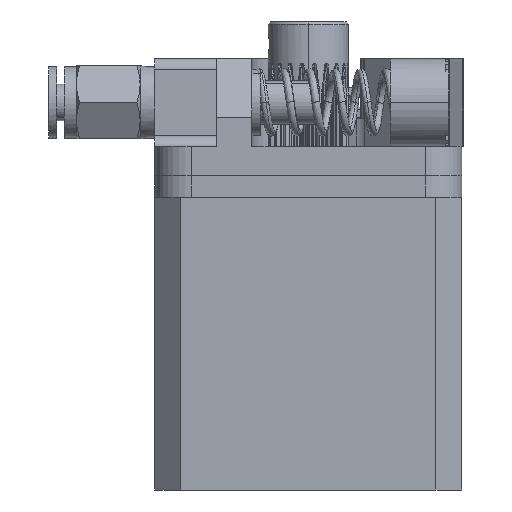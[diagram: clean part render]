
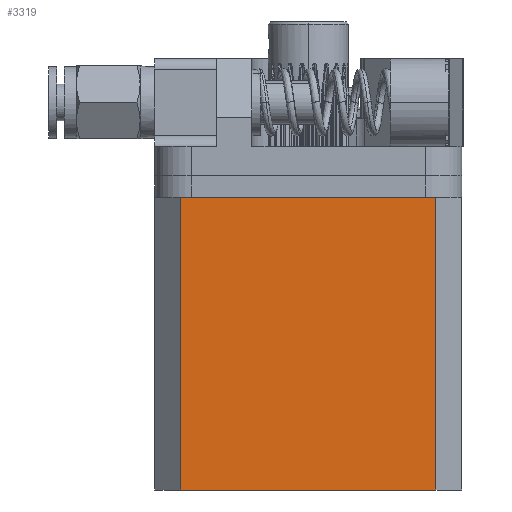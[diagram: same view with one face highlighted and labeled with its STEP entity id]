
A CAD part, left-side view. The second image highlights one B-rep face of the part: STEP entity #3319.
In plain terms, the highlighted planar face has unit normal (-1, 0, 0).
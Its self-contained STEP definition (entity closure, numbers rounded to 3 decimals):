
#3260=CARTESIAN_POINT('Vertex',(-21.,17.464,-40.)) ;
#3263=CARTESIAN_POINT('Line Origine',(-21.,17.464,-20.)) ;
#3267=CARTESIAN_POINT('Vertex',(-21.,17.464,0.)) ;
#3289=CARTESIAN_POINT('Axis2P3D Location',(-21.,17.464,0.)) ;
#3294=CARTESIAN_POINT('Line Origine',(-21.,0.,-40.)) ;
#3298=CARTESIAN_POINT('Vertex',(-21.,-17.464,-40.)) ;
#3301=CARTESIAN_POINT('Line Origine',(-21.,-17.464,-20.)) ;
#3305=CARTESIAN_POINT('Vertex',(-21.,-17.464,0.)) ;
#3308=CARTESIAN_POINT('Line Origine',(-21.,0.,0.)) ;
#3264=DIRECTION('Vector Direction',(0.,0.,-1.)) ;
#3290=DIRECTION('Axis2P3D Direction',(1.,0.,0.)) ;
#3291=DIRECTION('Axis2P3D XDirection',(0.,-1.,0.)) ;
#3295=DIRECTION('Vector Direction',(0.,-1.,0.)) ;
#3302=DIRECTION('Vector Direction',(0.,0.,-1.)) ;
#3309=DIRECTION('Vector Direction',(0.,-1.,0.)) ;
#3292=AXIS2_PLACEMENT_3D('Plane Axis2P3D',#3289,#3290,#3291) ;
#3314=ORIENTED_EDGE('',*,*,#3300,.T.) ;
#3315=ORIENTED_EDGE('',*,*,#3307,.F.) ;
#3316=ORIENTED_EDGE('',*,*,#3312,.F.) ;
#3317=ORIENTED_EDGE('',*,*,#3269,.T.) ;
#3265=VECTOR('Line Direction',#3264,1.) ;
#3296=VECTOR('Line Direction',#3295,1.) ;
#3303=VECTOR('Line Direction',#3302,1.) ;
#3310=VECTOR('Line Direction',#3309,1.) ;
#3319=ADVANCED_FACE('PartBody',(#3318),#3293,.F.) ;
#3269=EDGE_CURVE('',#3268,#3261,#3266,.T.) ;
#3300=EDGE_CURVE('',#3261,#3299,#3297,.T.) ;
#3307=EDGE_CURVE('',#3306,#3299,#3304,.T.) ;
#3312=EDGE_CURVE('',#3268,#3306,#3311,.T.) ;
#3313=EDGE_LOOP('',(#3314,#3315,#3316,#3317)) ;
#3318=FACE_OUTER_BOUND('',#3313,.T.) ;
#3266=LINE('Line',#3263,#3265) ;
#3297=LINE('Line',#3294,#3296) ;
#3304=LINE('Line',#3301,#3303) ;
#3311=LINE('Line',#3308,#3310) ;
#3293=PLANE('Plane',#3292) ;
#3261=VERTEX_POINT('',#3260) ;
#3268=VERTEX_POINT('',#3267) ;
#3299=VERTEX_POINT('',#3298) ;
#3306=VERTEX_POINT('',#3305) ;
